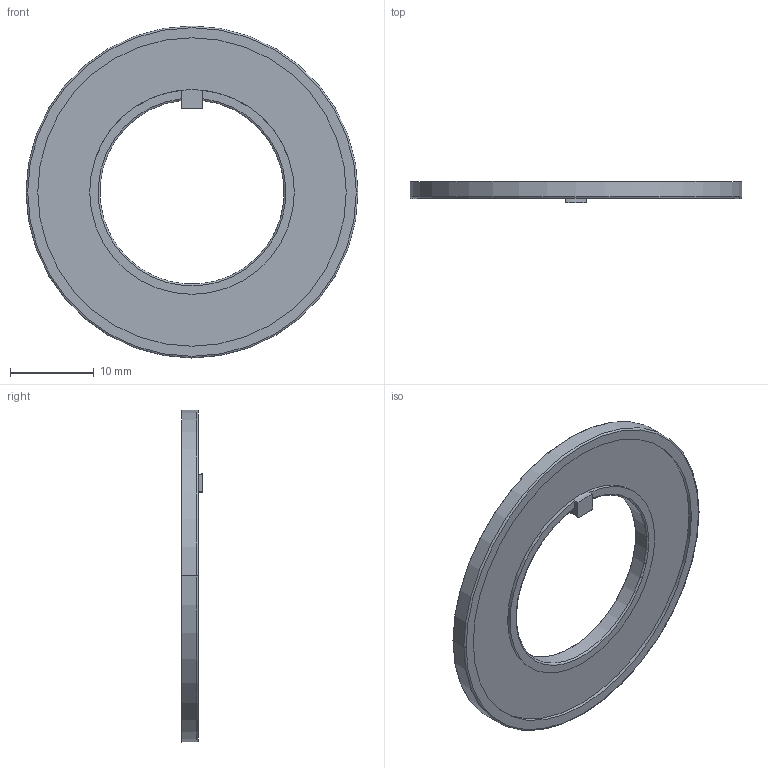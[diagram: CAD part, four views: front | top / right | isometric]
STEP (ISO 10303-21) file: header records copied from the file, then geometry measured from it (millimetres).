
FILE_DESCRIPTION((''),'2;1');
FILE_NAME('F-07','2023-12-22T',('Administrator'),('zyb.com'),'PRO/ENGINEER BY PARAMETRIC TECHNOLOGY CORPORATION, 2010280','PRO/ENGINEER BY PARAMETRIC TECHNOLOGY CORPORATION, 2010280','');
FILE_SCHEMA(('AUTOMOTIVE_DESIGN { 1 0 10303 214 1 1 1 1 }'));
Length unit declared in the file: millimetre
Products named in the file (1): F-07
Bounding box: 39.6 x 2.52 x 39.6 mm (x, y, z)
Volume: 1471.1 mm3; surface area: 3076 mm2
Topology: 1 solids, 15 shells, 34 faces, 365 edges, 348 vertices
Faces by surface type: plane 22, cylinder 9, torus 3
Entity records: 4528 total; most frequent: CARTESIAN_POINT 762, DIRECTION 463, ORIENTED_EDGE 414, PRESENTATION_STYLE_ASSIGNMENT 368, STYLED_ITEM 368, CURVE_STYLE 365, EDGE_CURVE 365, VERTEX_POINT 348
